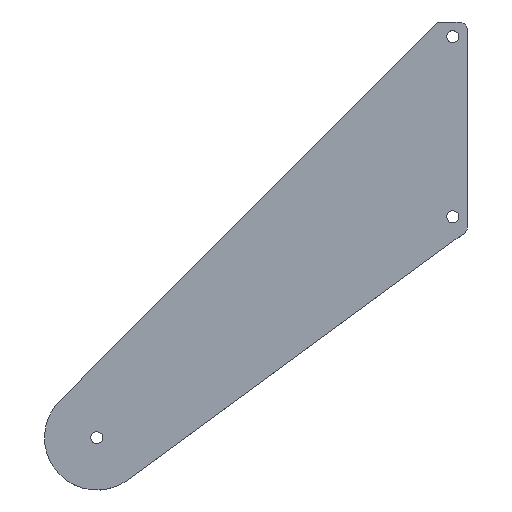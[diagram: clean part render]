
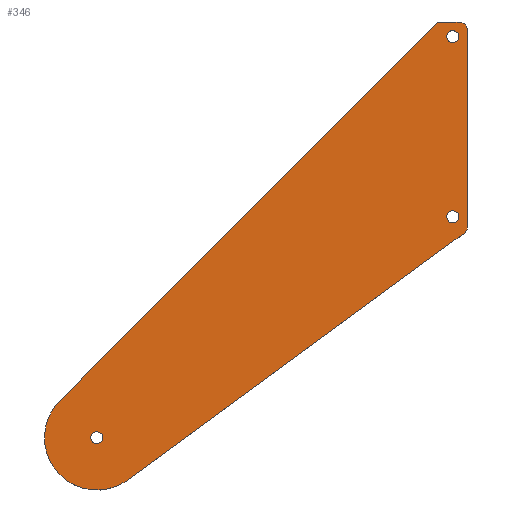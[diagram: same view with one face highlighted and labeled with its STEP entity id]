
A CAD part, top view. The second image highlights one B-rep face of the part: STEP entity #346.
In plain terms, the highlighted planar face has unit normal (0, 0, 1).
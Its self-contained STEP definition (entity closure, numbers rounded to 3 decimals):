
#26=FACE_BOUND('',#55,.T.);
#27=FACE_BOUND('',#56,.T.);
#28=FACE_BOUND('',#57,.T.);
#33=FACE_OUTER_BOUND('',#54,.T.);
#54=EDGE_LOOP('',(#249,#250,#251,#252,#253,#254,#255,#256));
#55=EDGE_LOOP('',(#257));
#56=EDGE_LOOP('',(#258));
#57=EDGE_LOOP('',(#259));
#82=LINE('',#556,#111);
#83=LINE('',#560,#112);
#84=LINE('',#564,#113);
#85=LINE('',#567,#114);
#111=VECTOR('',#444,10.);
#112=VECTOR('',#447,10.);
#113=VECTOR('',#450,10.);
#114=VECTOR('',#453,10.);
#139=CIRCLE('',#384,2.);
#141=CIRCLE('',#387,2.);
#142=CIRCLE('',#388,2.);
#143=CIRCLE('',#389,12.5);
#144=CIRCLE('',#390,1.45);
#145=CIRCLE('',#391,1.45);
#146=CIRCLE('',#392,1.45);
#163=VERTEX_POINT('',#546);
#164=VERTEX_POINT('',#547);
#167=VERTEX_POINT('',#555);
#168=VERTEX_POINT('',#557);
#169=VERTEX_POINT('',#559);
#170=VERTEX_POINT('',#561);
#171=VERTEX_POINT('',#563);
#172=VERTEX_POINT('',#565);
#173=VERTEX_POINT('',#568);
#174=VERTEX_POINT('',#570);
#175=VERTEX_POINT('',#572);
#196=EDGE_CURVE('',#163,#164,#139,.T.);
#200=EDGE_CURVE('',#163,#167,#82,.T.);
#201=EDGE_CURVE('',#168,#167,#141,.T.);
#202=EDGE_CURVE('',#168,#169,#83,.T.);
#203=EDGE_CURVE('',#170,#169,#142,.T.);
#204=EDGE_CURVE('',#170,#171,#84,.T.);
#205=EDGE_CURVE('',#171,#172,#143,.T.);
#206=EDGE_CURVE('',#164,#172,#85,.T.);
#207=EDGE_CURVE('',#173,#173,#144,.T.);
#208=EDGE_CURVE('',#174,#174,#145,.T.);
#209=EDGE_CURVE('',#175,#175,#146,.T.);
#249=ORIENTED_EDGE('',*,*,#196,.F.);
#250=ORIENTED_EDGE('',*,*,#200,.T.);
#251=ORIENTED_EDGE('',*,*,#201,.F.);
#252=ORIENTED_EDGE('',*,*,#202,.T.);
#253=ORIENTED_EDGE('',*,*,#203,.F.);
#254=ORIENTED_EDGE('',*,*,#204,.T.);
#255=ORIENTED_EDGE('',*,*,#205,.T.);
#256=ORIENTED_EDGE('',*,*,#206,.F.);
#257=ORIENTED_EDGE('',*,*,#207,.F.);
#258=ORIENTED_EDGE('',*,*,#208,.F.);
#259=ORIENTED_EDGE('',*,*,#209,.T.);
#335=PLANE('',#386);
#346=ADVANCED_FACE('',(#33,#26,#27,#28),#335,.T.);
#384=AXIS2_PLACEMENT_3D('',#548,#436,#437);
#386=AXIS2_PLACEMENT_3D('',#554,#442,#443);
#387=AXIS2_PLACEMENT_3D('',#558,#445,#446);
#388=AXIS2_PLACEMENT_3D('',#562,#448,#449);
#389=AXIS2_PLACEMENT_3D('',#566,#451,#452);
#390=AXIS2_PLACEMENT_3D('',#569,#454,#455);
#391=AXIS2_PLACEMENT_3D('',#571,#456,#457);
#392=AXIS2_PLACEMENT_3D('',#573,#458,#459);
#436=DIRECTION('center_axis',(0.,0.,
-1.));
#437=DIRECTION('ref_axis',(0.892,-0.452,0.));
#442=DIRECTION('center_axis',(0.,0.,
1.));
#443=DIRECTION('ref_axis',(1.,0.,0.));
#444=DIRECTION('',(0.,1.,0.));
#445=DIRECTION('center_axis',(0.,0.,
-1.));
#446=DIRECTION('ref_axis',(0.707,0.707,0.));
#447=DIRECTION('',(-1.,0.,0.));
#448=DIRECTION('center_axis',(0.,0.,
-1.));
#449=DIRECTION('ref_axis',(-0.383,0.924,0.));
#450=DIRECTION('',(-0.707,-0.708,0.));
#451=DIRECTION('center_axis',(0.,0.,
1.));
#452=DIRECTION('ref_axis',(-0.672,0.74,0.));
#453=DIRECTION('',(-0.806,-0.591,0.));
#454=DIRECTION('center_axis',(0.,0.,
1.));
#455=DIRECTION('ref_axis',(1.,0.,0.));
#456=DIRECTION('center_axis',(0.,0.,
1.));
#457=DIRECTION('ref_axis',(1.,0.,0.));
#458=DIRECTION('center_axis',(0.,0.,
-1.));
#459=DIRECTION('ref_axis',(-1.,0.,0.));
#546=CARTESIAN_POINT('',(162.,-23.986,63.472));
#547=CARTESIAN_POINT('',(161.183,-25.599,63.472));
#548=CARTESIAN_POINT('Origin',(160.,-23.986,63.472));
#554=CARTESIAN_POINT('Origin',(222.745,15.226,63.472));
#555=CARTESIAN_POINT('',(162.,22.84,63.472));
#556=CARTESIAN_POINT('',(162.,24.84,63.472));
#557=CARTESIAN_POINT('',(160.,24.84,63.472));
#558=CARTESIAN_POINT('Origin',(160.,22.84,63.472));
#559=CARTESIAN_POINT('',(155.829,24.84,63.472));
#560=CARTESIAN_POINT('',(155.,24.84,63.472));
#561=CARTESIAN_POINT('',(154.414,24.253,63.472));
#562=CARTESIAN_POINT('Origin',(155.829,22.84,63.472));
#563=CARTESIAN_POINT('',(64.27,-66.,63.472));
#564=CARTESIAN_POINT('',(155.,24.84,63.472));
#565=CARTESIAN_POINT('',(80.289,-84.91,63.472));
#566=CARTESIAN_POINT('Origin',(73.534,-74.393,63.472));
#567=CARTESIAN_POINT('',(162.,-25.,63.472));
#568=CARTESIAN_POINT('',(157.05,21.34,63.472));
#569=CARTESIAN_POINT('Origin',(158.5,21.34,63.472));
#570=CARTESIAN_POINT('',(157.05,-21.66,63.472));
#571=CARTESIAN_POINT('Origin',(158.5,-21.66,63.472));
#572=CARTESIAN_POINT('',(74.984,-74.393,63.472));
#573=CARTESIAN_POINT('Origin',(73.534,-74.393,63.472));
